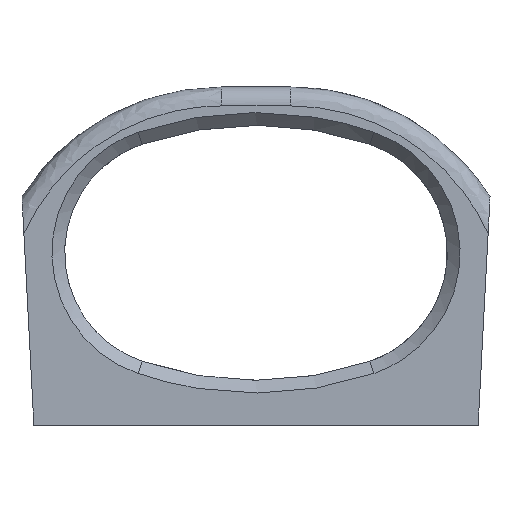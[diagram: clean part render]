
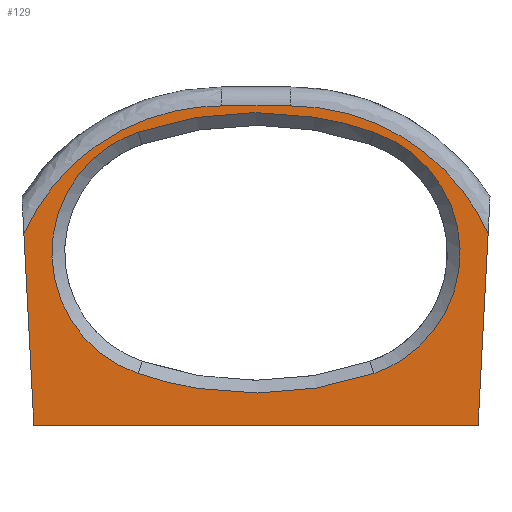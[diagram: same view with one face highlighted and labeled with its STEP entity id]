
A CAD part, left-side view. The second image highlights one B-rep face of the part: STEP entity #129.
In plain terms, the highlighted planar face has unit normal (-1, 0, 0.01).
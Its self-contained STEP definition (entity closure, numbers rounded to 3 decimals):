
#126=FACE_BOUND('',#203,.T.);
#127=FACE_BOUND('',#204,.T.);
#129=ADVANCED_FACE('',(#126,#127),#163,.F.);
#163=PLANE('',#644);
#203=EDGE_LOOP('',(#319,#320,#321,#322));
#204=EDGE_LOOP('',(#323,#324,#325,#326,#327,#328));
#248=B_SPLINE_CURVE_WITH_KNOTS('',3,(#783,#784,#785,#786),.UNSPECIFIED.,
 .F.,.F.,(4,4),(0.,1.),.UNSPECIFIED.);
#249=B_SPLINE_CURVE_WITH_KNOTS('',5,(#789,#790,#791,#792,#793,#794,#795,
#796,#797,#798,#799,#800,#801,#802,#803,#804,#805,#806),.UNSPECIFIED.,.F.,
 .F.,(6,3,3,3,3,6),(0.,0.209,0.417,0.626,
0.835,1.),.UNSPECIFIED.);
#250=B_SPLINE_CURVE_WITH_KNOTS('',3,(#808,#809,#810,#811),.UNSPECIFIED.,
 .F.,.F.,(4,4),(0.,1.),.UNSPECIFIED.);
#251=B_SPLINE_CURVE_WITH_KNOTS('',5,(#813,#814,#815,#816,#817,#818,#819,
#820,#821,#822,#823,#824,#825,#826,#827,#828,#829,#830),.UNSPECIFIED.,.F.,
 .F.,(6,3,3,3,3,6),(0.,0.209,0.418,0.626,
0.835,1.),.UNSPECIFIED.);
#252=B_SPLINE_CURVE_WITH_KNOTS('',5,(#831,#832,#833,#834,#835,#836,#837,
#838,#839),.UNSPECIFIED.,.F.,.F.,(6,3,6),(0.,0.634,1.),
 .UNSPECIFIED.);
#253=B_SPLINE_CURVE_WITH_KNOTS('',5,(#845,#846,#847,#848,#849,#850,#851,
#852,#853),.UNSPECIFIED.,.F.,.F.,(6,3,6),(0.,0.366,1.),
 .UNSPECIFIED.);
#254=B_SPLINE_CURVE_WITH_KNOTS('',3,(#855,#856,#857,#858),.UNSPECIFIED.,
 .F.,.F.,(4,4),(0.,1.),.UNSPECIFIED.);
#319=ORIENTED_EDGE('',*,*,#541,.T.);
#320=ORIENTED_EDGE('',*,*,#542,.T.);
#321=ORIENTED_EDGE('',*,*,#543,.T.);
#322=ORIENTED_EDGE('',*,*,#544,.T.);
#323=ORIENTED_EDGE('',*,*,#545,.F.);
#324=ORIENTED_EDGE('',*,*,#546,.T.);
#325=ORIENTED_EDGE('',*,*,#533,.T.);
#326=ORIENTED_EDGE('',*,*,#547,.T.);
#327=ORIENTED_EDGE('',*,*,#548,.F.);
#328=ORIENTED_EDGE('',*,*,#549,.F.);
#481=VERTEX_POINT('',#737);
#482=VERTEX_POINT('',#738);
#489=VERTEX_POINT('',#787);
#490=VERTEX_POINT('',#788);
#491=VERTEX_POINT('',#807);
#492=VERTEX_POINT('',#812);
#493=VERTEX_POINT('',#840);
#494=VERTEX_POINT('',#841);
#495=VERTEX_POINT('',#844);
#496=VERTEX_POINT('',#854);
#533=EDGE_CURVE('',#481,#482,#618,.T.);
#541=EDGE_CURVE('',#489,#490,#248,.T.);
#542=EDGE_CURVE('',#490,#491,#249,.T.);
#543=EDGE_CURVE('',#491,#492,#250,.T.);
#544=EDGE_CURVE('',#492,#489,#251,.T.);
#545=EDGE_CURVE('',#493,#494,#252,.T.);
#546=EDGE_CURVE('',#493,#481,#623,.T.);
#547=EDGE_CURVE('',#482,#495,#624,.T.);
#548=EDGE_CURVE('',#496,#495,#253,.T.);
#549=EDGE_CURVE('',#494,#496,#254,.T.);
#618=LINE('',#736,#629);
#623=LINE('',#842,#634);
#624=LINE('',#843,#635);
#629=VECTOR('',#670,1.);
#634=VECTOR('',#681,1.);
#635=VECTOR('',#682,1.);
#644=AXIS2_PLACEMENT_3D('',#859,#683,#684);
#670=DIRECTION('',(0.,-1.,0.));
#681=DIRECTION('',(-0.01,-0.052,-0.999));
#682=DIRECTION('',(0.01,-0.052,0.999));
#683=DIRECTION('',(1.,0.,-0.01));
#684=DIRECTION('',(0.01,0.,1.));
#736=CARTESIAN_POINT('',(68.392,0.,-27.));
#737=CARTESIAN_POINT('',(68.392,34.822,-27.));
#738=CARTESIAN_POINT('',(68.392,-34.822,-27.));
#783=CARTESIAN_POINT('',(68.471,-18.493,-18.917));
#784=CARTESIAN_POINT('',(68.431,-6.558,-23.01));
#785=CARTESIAN_POINT('',(68.431,6.558,-23.01));
#786=CARTESIAN_POINT('',(68.471,18.493,-18.917));
#787=CARTESIAN_POINT('',(68.471,-18.493,-18.917));
#788=CARTESIAN_POINT('',(68.471,18.493,-18.917));
#789=CARTESIAN_POINT('',(68.471,18.493,-18.917));
#790=CARTESIAN_POINT('',(68.478,20.452,-18.244));
#791=CARTESIAN_POINT('',(68.487,22.323,-17.318));
#792=CARTESIAN_POINT('',(68.498,24.065,-16.154));
#793=CARTESIAN_POINT('',(68.525,27.206,-13.401));
#794=CARTESIAN_POINT('',(68.559,29.542,-9.938));
#795=CARTESIAN_POINT('',(68.578,30.479,-8.064));
#796=CARTESIAN_POINT('',(68.617,31.846,-4.116));
#797=CARTESIAN_POINT('',(68.657,32.162,0.049));
#798=CARTESIAN_POINT('',(68.678,32.048,2.141));
#799=CARTESIAN_POINT('',(68.718,31.281,6.248));
#800=CARTESIAN_POINT('',(68.755,29.494,10.023));
#801=CARTESIAN_POINT('',(68.772,28.359,11.785));
#802=CARTESIAN_POINT('',(68.8,25.942,14.64));
#803=CARTESIAN_POINT('',(68.822,22.946,16.859));
#804=CARTESIAN_POINT('',(68.83,21.526,17.7));
#805=CARTESIAN_POINT('',(68.837,20.031,18.39));
#806=CARTESIAN_POINT('',(68.842,18.481,18.921));
#807=CARTESIAN_POINT('',(68.842,18.481,18.921));
#808=CARTESIAN_POINT('',(68.842,18.481,18.921));
#809=CARTESIAN_POINT('',(68.882,6.539,23.014));
#810=CARTESIAN_POINT('',(68.882,-6.539,23.014));
#811=CARTESIAN_POINT('',(68.842,-18.481,18.921));
#812=CARTESIAN_POINT('',(68.842,-18.481,18.921));
#813=CARTESIAN_POINT('',(68.842,-18.481,18.921));
#814=CARTESIAN_POINT('',(68.836,-20.44,18.25));
#815=CARTESIAN_POINT('',(68.827,-22.312,17.325));
#816=CARTESIAN_POINT('',(68.815,-24.054,16.162));
#817=CARTESIAN_POINT('',(68.788,-27.197,13.41));
#818=CARTESIAN_POINT('',(68.754,-29.536,9.949));
#819=CARTESIAN_POINT('',(68.736,-30.474,8.076));
#820=CARTESIAN_POINT('',(68.697,-31.843,4.129));
#821=CARTESIAN_POINT('',(68.657,-32.162,-0.037));
#822=CARTESIAN_POINT('',(68.636,-32.049,-2.129));
#823=CARTESIAN_POINT('',(68.596,-31.285,-6.236));
#824=CARTESIAN_POINT('',(68.559,-29.499,-10.014));
#825=CARTESIAN_POINT('',(68.541,-28.366,-11.776));
#826=CARTESIAN_POINT('',(68.513,-25.951,-14.632));
#827=CARTESIAN_POINT('',(68.492,-22.955,-16.853));
#828=CARTESIAN_POINT('',(68.483,-21.537,-17.695));
#829=CARTESIAN_POINT('',(68.477,-20.042,-18.385));
#830=CARTESIAN_POINT('',(68.471,-18.493,-18.917));
#831=CARTESIAN_POINT('',(68.567,39.359,-9.194));
#832=CARTESIAN_POINT('',(68.631,39.017,-2.652));
#833=CARTESIAN_POINT('',(68.694,37.1,3.807));
#834=CARTESIAN_POINT('',(68.752,33.63,9.676));
#835=CARTESIAN_POINT('',(68.826,26.166,17.232));
#836=CARTESIAN_POINT('',(68.867,16.636,21.457));
#837=CARTESIAN_POINT('',(68.878,12.957,22.505));
#838=CARTESIAN_POINT('',(68.883,9.182,23.029));
#839=CARTESIAN_POINT('',(68.883,5.406,23.029));
#840=CARTESIAN_POINT('',(68.687,36.392,3.024));
#841=CARTESIAN_POINT('',(68.883,5.406,23.029));
#842=CARTESIAN_POINT('',(68.589,35.875,-6.876));
#843=CARTESIAN_POINT('',(68.589,-35.875,-6.876));
#844=CARTESIAN_POINT('',(68.687,-36.392,3.024));
#845=CARTESIAN_POINT('',(68.883,-5.406,23.029));
#846=CARTESIAN_POINT('',(68.883,-9.182,23.029));
#847=CARTESIAN_POINT('',(68.878,-12.957,22.505));
#848=CARTESIAN_POINT('',(68.867,-16.636,21.457));
#849=CARTESIAN_POINT('',(68.826,-26.166,17.232));
#850=CARTESIAN_POINT('',(68.752,-33.63,9.676));
#851=CARTESIAN_POINT('',(68.694,-37.1,3.807));
#852=CARTESIAN_POINT('',(68.631,-39.017,-2.652));
#853=CARTESIAN_POINT('',(68.567,-39.359,-9.194));
#854=CARTESIAN_POINT('',(68.883,-5.406,23.029));
#855=CARTESIAN_POINT('',(68.883,5.406,23.029));
#856=CARTESIAN_POINT('',(68.883,1.802,23.029));
#857=CARTESIAN_POINT('',(68.883,-1.802,23.029));
#858=CARTESIAN_POINT('',(68.883,-5.406,23.029));
#859=CARTESIAN_POINT('',(68.608,0.,-5.));
